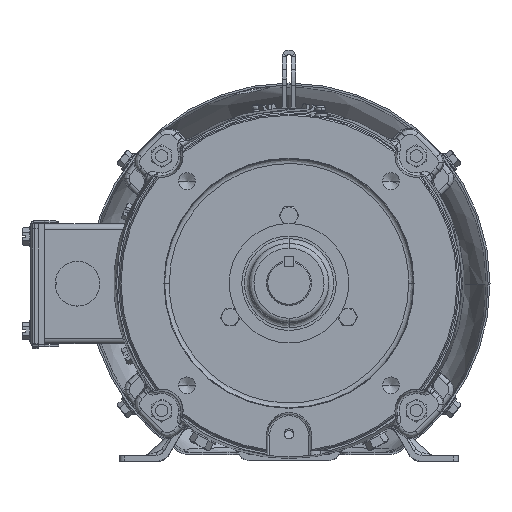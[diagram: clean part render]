
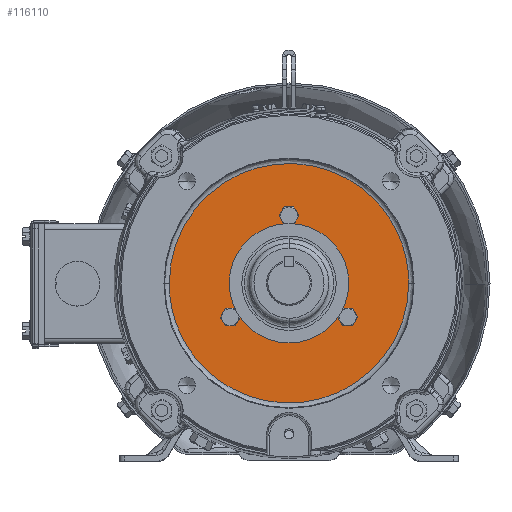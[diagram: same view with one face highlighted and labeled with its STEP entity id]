
A CAD part, top view. The second image highlights one B-rep face of the part: STEP entity #116110.
In plain terms, the highlighted face is planar.
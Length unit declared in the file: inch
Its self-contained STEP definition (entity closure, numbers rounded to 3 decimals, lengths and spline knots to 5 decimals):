
#522 = CIRCLE ( 'NONE', #38267, 0.14062 ) ;
#1140 = CARTESIAN_POINT ( 'NONE',  ( 0., 1.7, -11.1973 ) ) ;
#1283 = VERTEX_POINT ( 'NONE', #18129 ) ;
#1895 = VERTEX_POINT ( 'NONE', #80701 ) ;
#2647 = VERTEX_POINT ( 'NONE', #26975 ) ;
#3340 = FACE_BOUND ( 'NONE', #110783, .T. ) ;
#3815 = ORIENTED_EDGE ( 'NONE', *, *, #66782, .F. ) ;
#4280 = CARTESIAN_POINT ( 'NONE',  ( 3.00698, 0., -11.1973 ) ) ;
#4523 = DIRECTION ( 'NONE',  ( 0., 0., -1. ) ) ;
#4702 = AXIS2_PLACEMENT_3D ( 'NONE', #65787, #28821, #47336 ) ;
#5067 = DIRECTION ( 'NONE',  ( 0., 0., 1. ) ) ;
#5110 = EDGE_CURVE ( 'NONE', #1283, #1895, #110140, .T. ) ;
#6225 = DIRECTION ( 'NONE',  ( 0., 1., 0. ) ) ;
#9407 = AXIS2_PLACEMENT_3D ( 'NONE', #68850, #5067, #85350 ) ;
#15194 = ORIENTED_EDGE ( 'NONE', *, *, #78483, .F. ) ;
#15999 = FACE_BOUND ( 'NONE', #105980, .T. ) ;
#16405 = EDGE_CURVE ( 'NONE', #113171, #16524, #522, .T. ) ;
#16524 = VERTEX_POINT ( 'NONE', #19643 ) ;
#17375 = CARTESIAN_POINT ( 'NONE',  ( -1.47224, -0.85, -11.1973 ) ) ;
#18129 = CARTESIAN_POINT ( 'NONE',  ( -3.00698, 0., -11.1973 ) ) ;
#19643 = CARTESIAN_POINT ( 'NONE',  ( 1.47224, -0.70938, -11.1973 ) ) ;
#21975 = CARTESIAN_POINT ( 'NONE',  ( 3.00698, 0., -11.1973 ) ) ;
#23447 = DIRECTION ( 'NONE',  ( 0., 1., 0. ) ) ;
#23704 = DIRECTION ( 'NONE',  ( 0., 1., 0. ) ) ;
#24522 = EDGE_CURVE ( 'NONE', #68742, #29998, #60064, .T. ) ;
#25516 = DIRECTION ( 'NONE',  ( 0., 0., -1. ) ) ;
#26975 = CARTESIAN_POINT ( 'NONE',  ( -1.47224, -0.99062, -11.1973 ) ) ;
#27518 = AXIS2_PLACEMENT_3D ( 'NONE', #1140, #108628, #54398 ) ;
#27637 = EDGE_CURVE ( 'NONE', #29998, #68742, #96093, .T. ) ;
#28821 = DIRECTION ( 'NONE',  ( 0., 0., -1. ) ) ;
#29998 = VERTEX_POINT ( 'NONE', #32449 ) ;
#30082 = EDGE_CURVE ( 'NONE', #69850, #2647, #60652, .T. ) ;
#31528 = PLANE ( 'NONE',  #9407 ) ;
#32067 = ORIENTED_EDGE ( 'NONE', *, *, #98240, .F. ) ;
#32449 = CARTESIAN_POINT ( 'NONE',  ( 0., 0.7875, -11.1973 ) ) ;
#35995 = EDGE_LOOP ( 'NONE', ( #106450, #36212 ) ) ;
#36212 = ORIENTED_EDGE ( 'NONE', *, *, #104224, .F. ) ;
#37548 = AXIS2_PLACEMENT_3D ( 'NONE', #83329, #64906, #91182 ) ;
#38267 = AXIS2_PLACEMENT_3D ( 'NONE', #85058, #104304, #23704 ) ;
#40191 = CARTESIAN_POINT ( 'NONE',  ( -3.00698, 6.01397, -11.1973 ) ) ;
#44003 = CIRCLE ( 'NONE', #114720, 0.14062 ) ;
#47336 = DIRECTION ( 'NONE',  ( 0., 1., 0. ) ) ;
#51738 = AXIS2_PLACEMENT_3D ( 'NONE', #62646, #88162, #115708 ) ;
#52142 = EDGE_LOOP ( 'NONE', ( #99059, #104699 ) ) ;
#54155 = CIRCLE ( 'NONE', #4702, 0.14062 ) ;
#54398 = DIRECTION ( 'NONE',  ( 0., 1., 0. ) ) ;
#60064 = CIRCLE ( 'NONE', #51738, 0.7875 ) ;
#60652 = CIRCLE ( 'NONE', #86625, 0.14062 ) ;
#61320 = ORIENTED_EDGE ( 'NONE', *, *, #24522, .F. ) ;
#62646 = CARTESIAN_POINT ( 'NONE',  ( 0., 0., -11.1973 ) ) ;
#64906 = DIRECTION ( 'NONE',  ( 0., 0., -1. ) ) ;
#65787 = CARTESIAN_POINT ( 'NONE',  ( 1.47224, -0.85, -11.1973 ) ) ;
#66493 = CARTESIAN_POINT ( 'NONE',  ( 3.00698, -6.01397, -11.1973 ) ) ;
#66782 = EDGE_CURVE ( 'NONE', #16524, #113171, #54155, .T. ) ;
#66874 = CARTESIAN_POINT ( 'NONE',  ( -3.00698, 0., -11.1973 ) ) ;
#67335 = CIRCLE ( 'NONE', #37548, 0.14062 ) ;
#68643 = CARTESIAN_POINT ( 'NONE',  ( -1.47224, -0.70937, -11.1973 ) ) ;
#68742 = VERTEX_POINT ( 'NONE', #79851 ) ;
#68850 = CARTESIAN_POINT ( 'NONE',  ( 0., 0., -11.1973 ) ) ;
#68889 =( BOUNDED_CURVE ( )  B_SPLINE_CURVE ( 3, ( #4280, #93962, #40191, #77107 ),
 .UNSPECIFIED., .F., .T. ) 
 B_SPLINE_CURVE_WITH_KNOTS ( ( 4, 4 ),
 ( 0., 1. ),
 .UNSPECIFIED. ) 
 CURVE ( )  GEOMETRIC_REPRESENTATION_ITEM ( )  RATIONAL_B_SPLINE_CURVE ( ( 1., 0.333, 0.333, 1. ) ) 
 REPRESENTATION_ITEM ( '' )  );
#69850 = VERTEX_POINT ( 'NONE', #68643 ) ;
#70352 = CARTESIAN_POINT ( 'NONE',  ( 0., 0., -11.1973 ) ) ;
#70535 = DIRECTION ( 'NONE',  ( 0., 0., -1. ) ) ;
#77107 = CARTESIAN_POINT ( 'NONE',  ( -3.00698, 0., -11.1973 ) ) ;
#77344 = CARTESIAN_POINT ( 'NONE',  ( -1.47224, -0.85, -11.1973 ) ) ;
#78483 = EDGE_CURVE ( 'NONE', #116338, #80089, #90408, .T. ) ;
#79076 = AXIS2_PLACEMENT_3D ( 'NONE', #70352, #25516, #6225 ) ;
#79442 = CARTESIAN_POINT ( 'NONE',  ( 0., 1.84062, -11.1973 ) ) ;
#79581 = DIRECTION ( 'NONE',  ( 0., 1., 0. ) ) ;
#79851 = CARTESIAN_POINT ( 'NONE',  ( 0., -0.7875, -11.1973 ) ) ;
#80089 = VERTEX_POINT ( 'NONE', #95785 ) ;
#80701 = CARTESIAN_POINT ( 'NONE',  ( 3.00698, 0., -11.1973 ) ) ;
#82181 = FACE_BOUND ( 'NONE', #52142, .T. ) ;
#83329 = CARTESIAN_POINT ( 'NONE',  ( 0., 1.7, -11.1973 ) ) ;
#84984 = FACE_BOUND ( 'NONE', #107224, .T. ) ;
#85058 = CARTESIAN_POINT ( 'NONE',  ( 1.47224, -0.85, -11.1973 ) ) ;
#85350 = DIRECTION ( 'NONE',  ( 0., -1., 0. ) ) ;
#86625 = AXIS2_PLACEMENT_3D ( 'NONE', #17375, #70535, #79581 ) ;
#87149 = CARTESIAN_POINT ( 'NONE',  ( 1.47224, -0.99063, -11.1973 ) ) ;
#88162 = DIRECTION ( 'NONE',  ( 0., 0., -1. ) ) ;
#90408 = CIRCLE ( 'NONE', #27518, 0.14062 ) ;
#91182 = DIRECTION ( 'NONE',  ( 0., 1., 0. ) ) ;
#93962 = CARTESIAN_POINT ( 'NONE',  ( 3.00698, 6.01397, -11.1973 ) ) ;
#94943 = EDGE_CURVE ( 'NONE', #2647, #69850, #44003, .T. ) ;
#95785 = CARTESIAN_POINT ( 'NONE',  ( 0., 1.55938, -11.1973 ) ) ;
#96093 = CIRCLE ( 'NONE', #79076, 0.7875 ) ;
#98240 = EDGE_CURVE ( 'NONE', #80089, #116338, #67335, .T. ) ;
#98736 = ORIENTED_EDGE ( 'NONE', *, *, #16405, .F. ) ;
#99059 = ORIENTED_EDGE ( 'NONE', *, *, #30082, .F. ) ;
#104224 = EDGE_CURVE ( 'NONE', #1895, #1283, #68889, .T. ) ;
#104304 = DIRECTION ( 'NONE',  ( 0., 0., -1. ) ) ;
#104699 = ORIENTED_EDGE ( 'NONE', *, *, #94943, .F. ) ;
#105980 = EDGE_LOOP ( 'NONE', ( #15194, #32067 ) ) ;
#106117 = FACE_OUTER_BOUND ( 'NONE', #35995, .T. ) ;
#106450 = ORIENTED_EDGE ( 'NONE', *, *, #5110, .F. ) ;
#107224 = EDGE_LOOP ( 'NONE', ( #3815, #98736 ) ) ;
#108628 = DIRECTION ( 'NONE',  ( 0., 0., -1. ) ) ;
#110140 =( BOUNDED_CURVE ( )  B_SPLINE_CURVE ( 3, ( #66874, #111300, #66493, #21975 ),
 .UNSPECIFIED., .F., .T. ) 
 B_SPLINE_CURVE_WITH_KNOTS ( ( 4, 4 ),
 ( 0., 1. ),
 .UNSPECIFIED. ) 
 CURVE ( )  GEOMETRIC_REPRESENTATION_ITEM ( )  RATIONAL_B_SPLINE_CURVE ( ( 1., 0.333, 0.333, 1. ) ) 
 REPRESENTATION_ITEM ( '' )  );
#110783 = EDGE_LOOP ( 'NONE', ( #115084, #61320 ) ) ;
#111300 = CARTESIAN_POINT ( 'NONE',  ( -3.00698, -6.01397, -11.1973 ) ) ;
#113171 = VERTEX_POINT ( 'NONE', #87149 ) ;
#114720 = AXIS2_PLACEMENT_3D ( 'NONE', #77344, #4523, #23447 ) ;
#115084 = ORIENTED_EDGE ( 'NONE', *, *, #27637, .F. ) ;
#115708 = DIRECTION ( 'NONE',  ( 0., 1., 0. ) ) ;
#116110 = ADVANCED_FACE ( 'NONE', ( #106117, #3340, #15999, #84984, #82181 ), #31528, .F. ) ;
#116338 = VERTEX_POINT ( 'NONE', #79442 ) ;
